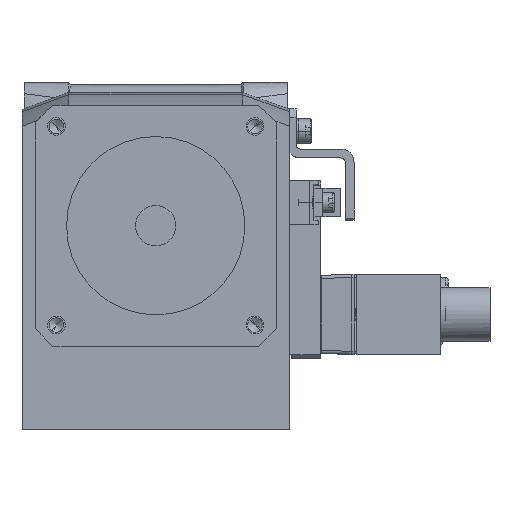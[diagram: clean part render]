
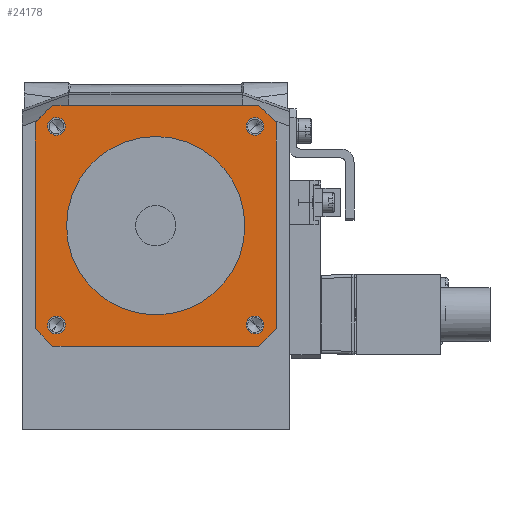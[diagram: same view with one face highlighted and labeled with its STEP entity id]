
A CAD part, front view. The second image highlights one B-rep face of the part: STEP entity #24178.
In plain terms, the highlighted planar face has unit normal (0, -1, 0).
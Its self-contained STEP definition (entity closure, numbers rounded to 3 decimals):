
#23876=CARTESIAN_POINT('Axis2P3D Location',(0.,-97.,45.8)) ;
#23880=CARTESIAN_POINT('Vertex',(-20.,-97.,45.8)) ;
#23882=CARTESIAN_POINT('Vertex',(20.,-97.,45.8)) ;
#23907=CARTESIAN_POINT('Axis2P3D Location',(0.,-97.,45.8)) ;
#23967=CARTESIAN_POINT('Axis2P3D Location',(0.,-97.,45.8)) ;
#23972=CARTESIAN_POINT('Axis2P3D Location',(0.,-97.,45.8)) ;
#23976=CARTESIAN_POINT('Vertex',(-27.,-97.,68.849)) ;
#23978=CARTESIAN_POINT('Vertex',(-23.049,-97.,72.8)) ;
#23981=CARTESIAN_POINT('Line Origine',(-27.,-97.,45.8)) ;
#23985=CARTESIAN_POINT('Vertex',(-27.,-97.,22.751)) ;
#23988=CARTESIAN_POINT('Axis2P3D Location',(0.,-97.,45.8)) ;
#23992=CARTESIAN_POINT('Vertex',(-23.049,-97.,18.8)) ;
#23995=CARTESIAN_POINT('Line Origine',(0.,-97.,18.8)) ;
#23999=CARTESIAN_POINT('Vertex',(23.049,-97.,18.8)) ;
#24002=CARTESIAN_POINT('Axis2P3D Location',(0.,-97.,45.8)) ;
#24006=CARTESIAN_POINT('Vertex',(27.,-97.,22.751)) ;
#24009=CARTESIAN_POINT('Line Origine',(27.,-97.,45.8)) ;
#24013=CARTESIAN_POINT('Vertex',(27.,-97.,68.849)) ;
#24016=CARTESIAN_POINT('Axis2P3D Location',(0.,-97.,45.8)) ;
#24020=CARTESIAN_POINT('Vertex',(23.049,-97.,72.8)) ;
#24023=CARTESIAN_POINT('Line Origine',(0.,-97.,72.8)) ;
#24038=CARTESIAN_POINT('Axis2P3D Location',(22.274,-97.,68.074)) ;
#24042=CARTESIAN_POINT('Vertex',(20.86,-97.,66.66)) ;
#24044=CARTESIAN_POINT('Vertex',(20.274,-97.,68.074)) ;
#24047=CARTESIAN_POINT('Axis2P3D Location',(22.274,-97.,68.074)) ;
#24051=CARTESIAN_POINT('Vertex',(23.688,-97.,69.488)) ;
#24054=CARTESIAN_POINT('Axis2P3D Location',(22.274,-97.,68.074)) ;
#24058=CARTESIAN_POINT('Vertex',(24.274,-97.,68.074)) ;
#24061=CARTESIAN_POINT('Axis2P3D Location',(22.274,-97.,68.074)) ;
#24072=CARTESIAN_POINT('Axis2P3D Location',(-22.274,-97.,68.074)) ;
#24076=CARTESIAN_POINT('Vertex',(-20.86,-97.,66.66)) ;
#24078=CARTESIAN_POINT('Vertex',(-24.274,-97.,68.074)) ;
#24081=CARTESIAN_POINT('Axis2P3D Location',(-22.274,-97.,68.074)) ;
#24085=CARTESIAN_POINT('Vertex',(-23.688,-97.,69.488)) ;
#24088=CARTESIAN_POINT('Axis2P3D Location',(-22.274,-97.,68.074)) ;
#24092=CARTESIAN_POINT('Vertex',(-20.274,-97.,68.074)) ;
#24095=CARTESIAN_POINT('Axis2P3D Location',(-22.274,-97.,68.074)) ;
#24106=CARTESIAN_POINT('Axis2P3D Location',(-22.274,-97.,23.526)) ;
#24110=CARTESIAN_POINT('Vertex',(-20.86,-97.,24.94)) ;
#24112=CARTESIAN_POINT('Vertex',(-20.274,-97.,23.526)) ;
#24115=CARTESIAN_POINT('Axis2P3D Location',(-22.274,-97.,23.526)) ;
#24119=CARTESIAN_POINT('Vertex',(-23.688,-97.,22.112)) ;
#24122=CARTESIAN_POINT('Axis2P3D Location',(-22.274,-97.,23.526)) ;
#24126=CARTESIAN_POINT('Vertex',(-24.274,-97.,23.526)) ;
#24129=CARTESIAN_POINT('Axis2P3D Location',(-22.274,-97.,23.526)) ;
#24140=CARTESIAN_POINT('Axis2P3D Location',(22.274,-97.,23.526)) ;
#24144=CARTESIAN_POINT('Vertex',(20.86,-97.,24.94)) ;
#24146=CARTESIAN_POINT('Vertex',(24.274,-97.,23.526)) ;
#24149=CARTESIAN_POINT('Axis2P3D Location',(22.274,-97.,23.526)) ;
#24153=CARTESIAN_POINT('Vertex',(23.688,-97.,22.112)) ;
#24156=CARTESIAN_POINT('Axis2P3D Location',(22.274,-97.,23.526)) ;
#24160=CARTESIAN_POINT('Vertex',(20.274,-97.,23.526)) ;
#24163=CARTESIAN_POINT('Axis2P3D Location',(22.274,-97.,23.526)) ;
#23877=DIRECTION('Axis2P3D Direction',(-0.,1.,0.)) ;
#23908=DIRECTION('Axis2P3D Direction',(-0.,1.,0.)) ;
#23968=DIRECTION('Axis2P3D Direction',(0.,1.,0.)) ;
#23969=DIRECTION('Axis2P3D XDirection',(0.,0.,1.)) ;
#23973=DIRECTION('Axis2P3D Direction',(0.,1.,0.)) ;
#23982=DIRECTION('Vector Direction',(0.,0.,-1.)) ;
#23989=DIRECTION('Axis2P3D Direction',(0.,1.,0.)) ;
#23996=DIRECTION('Vector Direction',(-1.,0.,0.)) ;
#24003=DIRECTION('Axis2P3D Direction',(0.,1.,0.)) ;
#24010=DIRECTION('Vector Direction',(0.,0.,-1.)) ;
#24017=DIRECTION('Axis2P3D Direction',(0.,1.,0.)) ;
#24024=DIRECTION('Vector Direction',(1.,0.,0.)) ;
#24039=DIRECTION('Axis2P3D Direction',(0.,1.,0.)) ;
#24048=DIRECTION('Axis2P3D Direction',(0.,1.,0.)) ;
#24055=DIRECTION('Axis2P3D Direction',(0.,1.,0.)) ;
#24062=DIRECTION('Axis2P3D Direction',(0.,1.,0.)) ;
#24073=DIRECTION('Axis2P3D Direction',(0.,1.,0.)) ;
#24082=DIRECTION('Axis2P3D Direction',(0.,1.,0.)) ;
#24089=DIRECTION('Axis2P3D Direction',(0.,1.,0.)) ;
#24096=DIRECTION('Axis2P3D Direction',(0.,1.,0.)) ;
#24107=DIRECTION('Axis2P3D Direction',(0.,1.,0.)) ;
#24116=DIRECTION('Axis2P3D Direction',(0.,1.,0.)) ;
#24123=DIRECTION('Axis2P3D Direction',(0.,1.,0.)) ;
#24130=DIRECTION('Axis2P3D Direction',(0.,1.,0.)) ;
#24141=DIRECTION('Axis2P3D Direction',(0.,1.,0.)) ;
#24150=DIRECTION('Axis2P3D Direction',(0.,1.,0.)) ;
#24157=DIRECTION('Axis2P3D Direction',(0.,1.,0.)) ;
#24164=DIRECTION('Axis2P3D Direction',(0.,1.,0.)) ;
#23878=AXIS2_PLACEMENT_3D('Circle Axis2P3D',#23876,#23877,$) ;
#23909=AXIS2_PLACEMENT_3D('Circle Axis2P3D',#23907,#23908,$) ;
#23970=AXIS2_PLACEMENT_3D('Plane Axis2P3D',#23967,#23968,#23969) ;
#23974=AXIS2_PLACEMENT_3D('Circle Axis2P3D',#23972,#23973,$) ;
#23990=AXIS2_PLACEMENT_3D('Circle Axis2P3D',#23988,#23989,$) ;
#24004=AXIS2_PLACEMENT_3D('Circle Axis2P3D',#24002,#24003,$) ;
#24018=AXIS2_PLACEMENT_3D('Circle Axis2P3D',#24016,#24017,$) ;
#24040=AXIS2_PLACEMENT_3D('Circle Axis2P3D',#24038,#24039,$) ;
#24049=AXIS2_PLACEMENT_3D('Circle Axis2P3D',#24047,#24048,$) ;
#24056=AXIS2_PLACEMENT_3D('Circle Axis2P3D',#24054,#24055,$) ;
#24063=AXIS2_PLACEMENT_3D('Circle Axis2P3D',#24061,#24062,$) ;
#24074=AXIS2_PLACEMENT_3D('Circle Axis2P3D',#24072,#24073,$) ;
#24083=AXIS2_PLACEMENT_3D('Circle Axis2P3D',#24081,#24082,$) ;
#24090=AXIS2_PLACEMENT_3D('Circle Axis2P3D',#24088,#24089,$) ;
#24097=AXIS2_PLACEMENT_3D('Circle Axis2P3D',#24095,#24096,$) ;
#24108=AXIS2_PLACEMENT_3D('Circle Axis2P3D',#24106,#24107,$) ;
#24117=AXIS2_PLACEMENT_3D('Circle Axis2P3D',#24115,#24116,$) ;
#24124=AXIS2_PLACEMENT_3D('Circle Axis2P3D',#24122,#24123,$) ;
#24131=AXIS2_PLACEMENT_3D('Circle Axis2P3D',#24129,#24130,$) ;
#24142=AXIS2_PLACEMENT_3D('Circle Axis2P3D',#24140,#24141,$) ;
#24151=AXIS2_PLACEMENT_3D('Circle Axis2P3D',#24149,#24150,$) ;
#24158=AXIS2_PLACEMENT_3D('Circle Axis2P3D',#24156,#24157,$) ;
#24165=AXIS2_PLACEMENT_3D('Circle Axis2P3D',#24163,#24164,$) ;
#24029=ORIENTED_EDGE('',*,*,#23980,.F.) ;
#24030=ORIENTED_EDGE('',*,*,#23987,.T.) ;
#24031=ORIENTED_EDGE('',*,*,#23994,.F.) ;
#24032=ORIENTED_EDGE('',*,*,#24001,.F.) ;
#24033=ORIENTED_EDGE('',*,*,#24008,.F.) ;
#24034=ORIENTED_EDGE('',*,*,#24015,.F.) ;
#24035=ORIENTED_EDGE('',*,*,#24022,.F.) ;
#24036=ORIENTED_EDGE('',*,*,#24027,.F.) ;
#24067=ORIENTED_EDGE('',*,*,#24046,.T.) ;
#24068=ORIENTED_EDGE('',*,*,#24053,.T.) ;
#24069=ORIENTED_EDGE('',*,*,#24060,.T.) ;
#24070=ORIENTED_EDGE('',*,*,#24065,.T.) ;
#24101=ORIENTED_EDGE('',*,*,#24080,.T.) ;
#24102=ORIENTED_EDGE('',*,*,#24087,.T.) ;
#24103=ORIENTED_EDGE('',*,*,#24094,.T.) ;
#24104=ORIENTED_EDGE('',*,*,#24099,.T.) ;
#24135=ORIENTED_EDGE('',*,*,#24114,.T.) ;
#24136=ORIENTED_EDGE('',*,*,#24121,.T.) ;
#24137=ORIENTED_EDGE('',*,*,#24128,.T.) ;
#24138=ORIENTED_EDGE('',*,*,#24133,.T.) ;
#24169=ORIENTED_EDGE('',*,*,#24148,.T.) ;
#24170=ORIENTED_EDGE('',*,*,#24155,.T.) ;
#24171=ORIENTED_EDGE('',*,*,#24162,.T.) ;
#24172=ORIENTED_EDGE('',*,*,#24167,.T.) ;
#24175=ORIENTED_EDGE('',*,*,#23884,.T.) ;
#24176=ORIENTED_EDGE('',*,*,#23911,.T.) ;
#24071=FACE_BOUND('',#24066,.T.) ;
#24105=FACE_BOUND('',#24100,.T.) ;
#24139=FACE_BOUND('',#24134,.T.) ;
#24173=FACE_BOUND('',#24168,.T.) ;
#24177=FACE_BOUND('',#24174,.T.) ;
#23983=VECTOR('Line Direction',#23982,1.) ;
#23997=VECTOR('Line Direction',#23996,1.) ;
#24011=VECTOR('Line Direction',#24010,1.) ;
#24025=VECTOR('Line Direction',#24024,1.) ;
#24178=ADVANCED_FACE('LINEAREINHEIT',(#24037,#24071,#24105,#24139,#24173,#24177),#23971,.F.) ;
#23879=CIRCLE('generated circle',#23878,20.) ;
#23910=CIRCLE('generated circle',#23909,20.) ;
#23975=CIRCLE('generated circle',#23974,35.5) ;
#23991=CIRCLE('generated circle',#23990,35.5) ;
#24005=CIRCLE('generated circle',#24004,35.5) ;
#24019=CIRCLE('generated circle',#24018,35.5) ;
#24041=CIRCLE('generated circle',#24040,2.) ;
#24050=CIRCLE('generated circle',#24049,2.) ;
#24057=CIRCLE('generated circle',#24056,2.) ;
#24064=CIRCLE('generated circle',#24063,2.) ;
#24075=CIRCLE('generated circle',#24074,2.) ;
#24084=CIRCLE('generated circle',#24083,2.) ;
#24091=CIRCLE('generated circle',#24090,2.) ;
#24098=CIRCLE('generated circle',#24097,2.) ;
#24109=CIRCLE('generated circle',#24108,2.) ;
#24118=CIRCLE('generated circle',#24117,2.) ;
#24125=CIRCLE('generated circle',#24124,2.) ;
#24132=CIRCLE('generated circle',#24131,2.) ;
#24143=CIRCLE('generated circle',#24142,2.) ;
#24152=CIRCLE('generated circle',#24151,2.) ;
#24159=CIRCLE('generated circle',#24158,2.) ;
#24166=CIRCLE('generated circle',#24165,2.) ;
#23884=EDGE_CURVE('',#23881,#23883,#23879,.T.) ;
#23911=EDGE_CURVE('',#23883,#23881,#23910,.T.) ;
#23980=EDGE_CURVE('',#23977,#23979,#23975,.T.) ;
#23987=EDGE_CURVE('',#23977,#23986,#23984,.T.) ;
#23994=EDGE_CURVE('',#23993,#23986,#23991,.T.) ;
#24001=EDGE_CURVE('',#24000,#23993,#23998,.T.) ;
#24008=EDGE_CURVE('',#24007,#24000,#24005,.T.) ;
#24015=EDGE_CURVE('',#24014,#24007,#24012,.T.) ;
#24022=EDGE_CURVE('',#24021,#24014,#24019,.T.) ;
#24027=EDGE_CURVE('',#23979,#24021,#24026,.T.) ;
#24046=EDGE_CURVE('',#24043,#24045,#24041,.T.) ;
#24053=EDGE_CURVE('',#24045,#24052,#24050,.T.) ;
#24060=EDGE_CURVE('',#24052,#24059,#24057,.T.) ;
#24065=EDGE_CURVE('',#24059,#24043,#24064,.T.) ;
#24080=EDGE_CURVE('',#24077,#24079,#24075,.T.) ;
#24087=EDGE_CURVE('',#24079,#24086,#24084,.T.) ;
#24094=EDGE_CURVE('',#24086,#24093,#24091,.T.) ;
#24099=EDGE_CURVE('',#24093,#24077,#24098,.T.) ;
#24114=EDGE_CURVE('',#24111,#24113,#24109,.T.) ;
#24121=EDGE_CURVE('',#24113,#24120,#24118,.T.) ;
#24128=EDGE_CURVE('',#24120,#24127,#24125,.T.) ;
#24133=EDGE_CURVE('',#24127,#24111,#24132,.T.) ;
#24148=EDGE_CURVE('',#24145,#24147,#24143,.T.) ;
#24155=EDGE_CURVE('',#24147,#24154,#24152,.T.) ;
#24162=EDGE_CURVE('',#24154,#24161,#24159,.T.) ;
#24167=EDGE_CURVE('',#24161,#24145,#24166,.T.) ;
#24028=EDGE_LOOP('',(#24029,#24030,#24031,#24032,#24033,#24034,#24035,#24036)) ;
#24066=EDGE_LOOP('',(#24067,#24068,#24069,#24070)) ;
#24100=EDGE_LOOP('',(#24101,#24102,#24103,#24104)) ;
#24134=EDGE_LOOP('',(#24135,#24136,#24137,#24138)) ;
#24168=EDGE_LOOP('',(#24169,#24170,#24171,#24172)) ;
#24174=EDGE_LOOP('',(#24175,#24176)) ;
#24037=FACE_OUTER_BOUND('',#24028,.T.) ;
#23984=LINE('Line',#23981,#23983) ;
#23998=LINE('Line',#23995,#23997) ;
#24012=LINE('Line',#24009,#24011) ;
#24026=LINE('Line',#24023,#24025) ;
#23971=PLANE('Plane',#23970) ;
#23881=VERTEX_POINT('',#23880) ;
#23883=VERTEX_POINT('',#23882) ;
#23977=VERTEX_POINT('',#23976) ;
#23979=VERTEX_POINT('',#23978) ;
#23986=VERTEX_POINT('',#23985) ;
#23993=VERTEX_POINT('',#23992) ;
#24000=VERTEX_POINT('',#23999) ;
#24007=VERTEX_POINT('',#24006) ;
#24014=VERTEX_POINT('',#24013) ;
#24021=VERTEX_POINT('',#24020) ;
#24043=VERTEX_POINT('',#24042) ;
#24045=VERTEX_POINT('',#24044) ;
#24052=VERTEX_POINT('',#24051) ;
#24059=VERTEX_POINT('',#24058) ;
#24077=VERTEX_POINT('',#24076) ;
#24079=VERTEX_POINT('',#24078) ;
#24086=VERTEX_POINT('',#24085) ;
#24093=VERTEX_POINT('',#24092) ;
#24111=VERTEX_POINT('',#24110) ;
#24113=VERTEX_POINT('',#24112) ;
#24120=VERTEX_POINT('',#24119) ;
#24127=VERTEX_POINT('',#24126) ;
#24145=VERTEX_POINT('',#24144) ;
#24147=VERTEX_POINT('',#24146) ;
#24154=VERTEX_POINT('',#24153) ;
#24161=VERTEX_POINT('',#24160) ;
